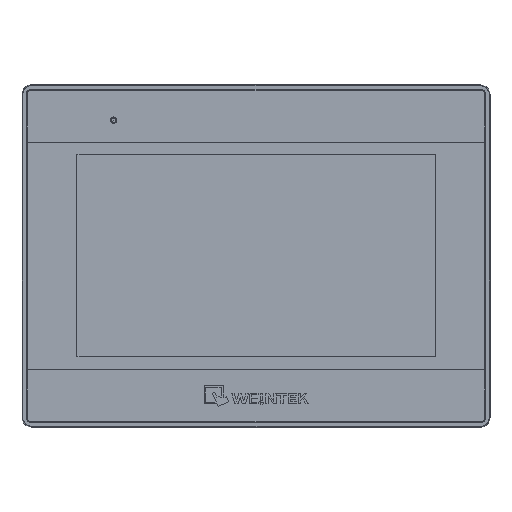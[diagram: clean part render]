
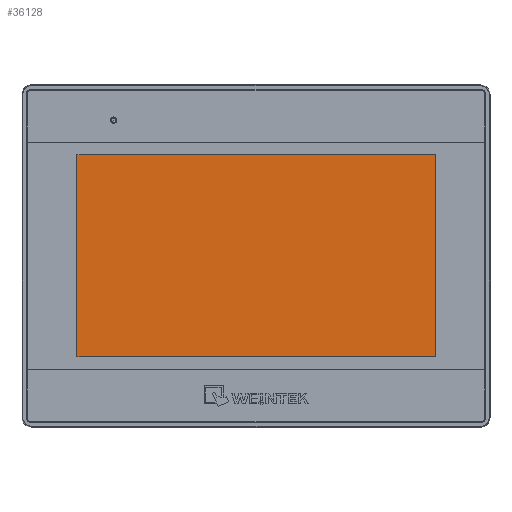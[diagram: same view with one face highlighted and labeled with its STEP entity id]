
A CAD part, top view. The second image highlights one B-rep face of the part: STEP entity #36128.
In plain terms, the highlighted planar face has unit normal (0, 0, 1).
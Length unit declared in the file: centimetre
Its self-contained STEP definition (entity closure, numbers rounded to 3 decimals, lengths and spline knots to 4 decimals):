
#4758 = LINE ( 'NONE', #58436, #56951 ) ;
#9844 = EDGE_CURVE ( 'NONE', #32372, #87416, #76069, .T. ) ;
#9968 = CARTESIAN_POINT ( 'NONE',  ( -7.665, -4.319, 0.493 ) ) ;
#10630 = DIRECTION ( 'NONE',  ( 1., 0., 0. ) ) ;
#11072 = EDGE_LOOP ( 'NONE', ( #36710, #65369, #39962, #12290 ) ) ;
#11948 = EDGE_CURVE ( 'NONE', #72978, #80874, #4758, .T. ) ;
#12143 = PLANE ( 'NONE',  #22539 ) ;
#12290 = ORIENTED_EDGE ( 'NONE', *, *, #18661, .T. ) ;
#18661 = EDGE_CURVE ( 'NONE', #80874, #32372, #74075, .T. ) ;
#21550 = DIRECTION ( 'NONE',  ( 0., -1., 0. ) ) ;
#22539 = AXIS2_PLACEMENT_3D ( 'NONE', #61246, #40046, #66668 ) ;
#30584 = EDGE_CURVE ( 'NONE', #87416, #72978, #82895, .T. ) ;
#32372 = VERTEX_POINT ( 'NONE', #56387 ) ;
#33742 = CARTESIAN_POINT ( 'NONE',  ( -7.665, -6.905, 0.493 ) ) ;
#36128 = ADVANCED_FACE ( 'NONE', ( #39171 ), #12143, .F. ) ;
#36710 = ORIENTED_EDGE ( 'NONE', *, *, #9844, .T. ) ;
#39171 = FACE_OUTER_BOUND ( 'NONE', #11072, .T. ) ;
#39962 = ORIENTED_EDGE ( 'NONE', *, *, #11948, .T. ) ;
#40046 = DIRECTION ( 'NONE',  ( 0., 0., -1. ) ) ;
#47362 = CARTESIAN_POINT ( 'NONE',  ( 7.7, -6.905, 0.493 ) ) ;
#54792 = DIRECTION ( 'NONE',  ( -1., 0., 0. ) ) ;
#56387 = CARTESIAN_POINT ( 'NONE',  ( 7.7, 4.343, 0.493 ) ) ;
#56457 = VECTOR ( 'NONE', #21550, 100. ) ;
#56951 = VECTOR ( 'NONE', #10630, 100. ) ;
#58436 = CARTESIAN_POINT ( 'NONE',  ( -9.6, -4.319, 0.493 ) ) ;
#58777 = CARTESIAN_POINT ( 'NONE',  ( -7.665, 4.343, 0.493 ) ) ;
#60486 = DIRECTION ( 'NONE',  ( 0., 1., 0. ) ) ;
#61246 = CARTESIAN_POINT ( 'NONE',  ( -9.6, -6.905, 0.493 ) ) ;
#65369 = ORIENTED_EDGE ( 'NONE', *, *, #30584, .T. ) ;
#66668 = DIRECTION ( 'NONE',  ( 1., 0., 0. ) ) ;
#69598 = VECTOR ( 'NONE', #54792, 100. ) ;
#72978 = VERTEX_POINT ( 'NONE', #9968 ) ;
#74075 = LINE ( 'NONE', #47362, #78088 ) ;
#75639 = CARTESIAN_POINT ( 'NONE',  ( -9.6, 4.343, 0.493 ) ) ;
#76069 = LINE ( 'NONE', #75639, #69598 ) ;
#78088 = VECTOR ( 'NONE', #60486, 100. ) ;
#80874 = VERTEX_POINT ( 'NONE', #85807 ) ;
#82895 = LINE ( 'NONE', #33742, #56457 ) ;
#85807 = CARTESIAN_POINT ( 'NONE',  ( 7.7, -4.319, 0.493 ) ) ;
#87416 = VERTEX_POINT ( 'NONE', #58777 ) ;
